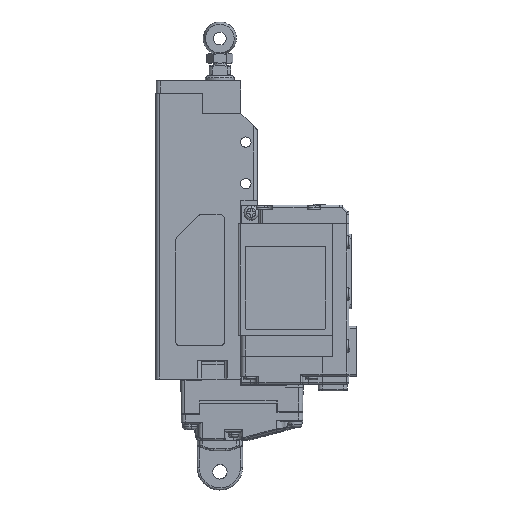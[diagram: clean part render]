
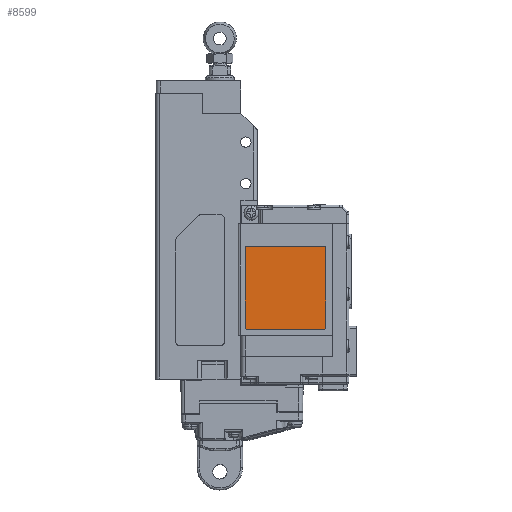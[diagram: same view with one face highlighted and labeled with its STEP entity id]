
A CAD part, left-side view. The second image highlights one B-rep face of the part: STEP entity #8599.
In plain terms, the highlighted face is planar.
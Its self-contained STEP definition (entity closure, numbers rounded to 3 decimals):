
#1813 = CARTESIAN_POINT ( 'NONE',  ( -0.3, -21.1, -25. ) ) ;
#1821 = CARTESIAN_POINT ( 'NONE',  ( -0.3, -2.1, -5.5 ) ) ;
#3823 = CARTESIAN_POINT ( 'NONE',  ( -0.3, -21.1, 0. ) ) ;
#6275 = DIRECTION ( 'NONE',  ( 0., 0., -1. ) ) ;
#8527 = DIRECTION ( 'NONE',  ( 0., -1., 0. ) ) ;
#8599 = ADVANCED_FACE ( 'NONE', ( #26193 ), #24341, .T. ) ;
#8990 = EDGE_CURVE ( 'NONE', #81460, #86815, #90912, .T. ) ;
#15832 = LINE ( 'NONE', #111121, #120736 ) ;
#17472 = CARTESIAN_POINT ( 'NONE',  ( -0.3, 0., -25.5 ) ) ;
#21932 = CIRCLE ( 'NONE', #111146, 0.5 ) ;
#22607 = EDGE_CURVE ( 'NONE', #122630, #81460, #107485, .T. ) ;
#23990 = CARTESIAN_POINT ( 'NONE',  ( -0.3, -2.1, -25.5 ) ) ;
#24341 = PLANE ( 'NONE',  #120996 ) ;
#25311 = CARTESIAN_POINT ( 'NONE',  ( -0.3, -21.1, -6. ) ) ;
#26193 = FACE_OUTER_BOUND ( 'NONE', #31970, .T. ) ;
#29064 = CARTESIAN_POINT ( 'NONE',  ( -0.3, 0., -5.5 ) ) ;
#29826 = VECTOR ( 'NONE', #51505, 1000. ) ;
#31849 = DIRECTION ( 'NONE',  ( 1., 0., 0. ) ) ;
#31970 = EDGE_LOOP ( 'NONE', ( #60639, #64636, #122983, #84180, #101750, #82763, #82233, #46681 ) ) ;
#37500 = CIRCLE ( 'NONE', #86237, 0.5 ) ;
#43018 = CARTESIAN_POINT ( 'NONE',  ( -0.3, -20.6, -6. ) ) ;
#43972 = DIRECTION ( 'NONE',  ( 0., 1., 0. ) ) ;
#45637 = EDGE_CURVE ( 'NONE', #99399, #122630, #57667, .T. ) ;
#46681 = ORIENTED_EDGE ( 'NONE', *, *, #61025, .T. ) ;
#51505 = DIRECTION ( 'NONE',  ( 0., 0., -1. ) ) ;
#53073 = CIRCLE ( 'NONE', #105762, 0.5 ) ;
#54191 = DIRECTION ( 'NONE',  ( 1., 0., 0. ) ) ;
#54248 = CARTESIAN_POINT ( 'NONE',  ( -0.3, -1.6, -6. ) ) ;
#55446 = VECTOR ( 'NONE', #107177, 1000. ) ;
#57667 = LINE ( 'NONE', #29064, #55446 ) ;
#57972 = DIRECTION ( 'NONE',  ( 0., 1., 0. ) ) ;
#60504 = CARTESIAN_POINT ( 'NONE',  ( -0.3, -2.1, -25. ) ) ;
#60639 = ORIENTED_EDGE ( 'NONE', *, *, #90014, .F. ) ;
#61025 = EDGE_CURVE ( 'NONE', #86815, #100819, #37500, .T. ) ;
#63725 = CARTESIAN_POINT ( 'NONE',  ( -0.3, 0., 0. ) ) ;
#63786 = VECTOR ( 'NONE', #8527, 1000. ) ;
#64636 = ORIENTED_EDGE ( 'NONE', *, *, #72130, .T. ) ;
#66894 = CARTESIAN_POINT ( 'NONE',  ( -0.3, -20.6, -25. ) ) ;
#70694 = DIRECTION ( 'NONE',  ( 0., 1., 0. ) ) ;
#72130 = EDGE_CURVE ( 'NONE', #79176, #120791, #53073, .T. ) ;
#77604 = CARTESIAN_POINT ( 'NONE',  ( -0.3, -1.6, -25. ) ) ;
#77662 = DIRECTION ( 'NONE',  ( 1., 0., 0. ) ) ;
#78005 = EDGE_CURVE ( 'NONE', #80231, #120791, #15832, .T. ) ;
#79176 = VERTEX_POINT ( 'NONE', #23990 ) ;
#80231 = VERTEX_POINT ( 'NONE', #54248 ) ;
#80455 = CARTESIAN_POINT ( 'NONE',  ( -0.3, -20.6, -5.5 ) ) ;
#81460 = VERTEX_POINT ( 'NONE', #25311 ) ;
#82233 = ORIENTED_EDGE ( 'NONE', *, *, #8990, .T. ) ;
#82763 = ORIENTED_EDGE ( 'NONE', *, *, #22607, .T. ) ;
#84180 = ORIENTED_EDGE ( 'NONE', *, *, #95709, .T. ) ;
#86237 = AXIS2_PLACEMENT_3D ( 'NONE', #66894, #77662, #57972 ) ;
#86815 = VERTEX_POINT ( 'NONE', #1813 ) ;
#88618 = CARTESIAN_POINT ( 'NONE',  ( -0.3, -2.1, -6. ) ) ;
#89882 = DIRECTION ( 'NONE',  ( 0., 1., 0. ) ) ;
#90014 = EDGE_CURVE ( 'NONE', #79176, #100819, #94388, .T. ) ;
#90725 = DIRECTION ( 'NONE',  ( 0., 1., 0. ) ) ;
#90912 = LINE ( 'NONE', #3823, #29826 ) ;
#91343 = AXIS2_PLACEMENT_3D ( 'NONE', #43018, #91993, #90725 ) ;
#91993 = DIRECTION ( 'NONE',  ( 1., 0., 0. ) ) ;
#94388 = LINE ( 'NONE', #17472, #63786 ) ;
#95709 = EDGE_CURVE ( 'NONE', #80231, #99399, #21932, .T. ) ;
#99399 = VERTEX_POINT ( 'NONE', #1821 ) ;
#100819 = VERTEX_POINT ( 'NONE', #110164 ) ;
#101750 = ORIENTED_EDGE ( 'NONE', *, *, #45637, .T. ) ;
#105762 = AXIS2_PLACEMENT_3D ( 'NONE', #60504, #31849, #70694 ) ;
#107177 = DIRECTION ( 'NONE',  ( 0., -1., 0. ) ) ;
#107485 = CIRCLE ( 'NONE', #91343, 0.5 ) ;
#109519 = DIRECTION ( 'NONE',  ( 1., 0., 0. ) ) ;
#110164 = CARTESIAN_POINT ( 'NONE',  ( -0.3, -20.6, -25.5 ) ) ;
#111121 = CARTESIAN_POINT ( 'NONE',  ( -0.3, -1.6, 0. ) ) ;
#111146 = AXIS2_PLACEMENT_3D ( 'NONE', #88618, #109519, #89882 ) ;
#120736 = VECTOR ( 'NONE', #6275, 1000. ) ;
#120791 = VERTEX_POINT ( 'NONE', #77604 ) ;
#120996 = AXIS2_PLACEMENT_3D ( 'NONE', #63725, #54191, #43972 ) ;
#122630 = VERTEX_POINT ( 'NONE', #80455 ) ;
#122983 = ORIENTED_EDGE ( 'NONE', *, *, #78005, .F. ) ;
